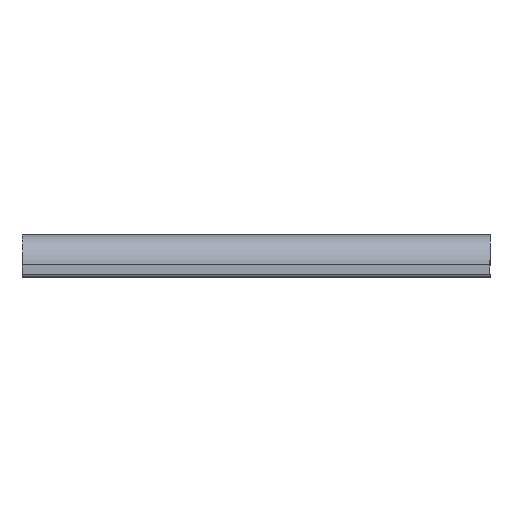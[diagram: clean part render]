
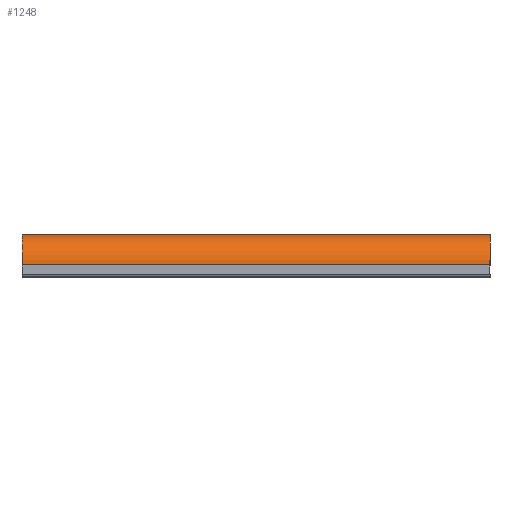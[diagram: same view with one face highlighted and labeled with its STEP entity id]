
A CAD part, top view. The second image highlights one B-rep face of the part: STEP entity #1248.
In plain terms, the highlighted cylindrical face has radius 32 mm (diameter 64 mm), a partial arc.
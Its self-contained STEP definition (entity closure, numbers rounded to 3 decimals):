
#23=CYLINDRICAL_SURFACE('',#1338,32.);
#70=FACE_OUTER_BOUND('',#136,.T.);
#136=EDGE_LOOP('',(#984,#985,#986,#987));
#267=LINE('',#1973,#414);
#269=LINE('',#1977,#416);
#414=VECTOR('',#1589,1.);
#416=VECTOR('',#1593,1.);
#467=CIRCLE('',#1285,32.);
#491=CIRCLE('',#1339,32.);
#504=VERTEX_POINT('',#1734);
#505=VERTEX_POINT('',#1736);
#594=VERTEX_POINT('',#1972);
#595=VERTEX_POINT('',#1976);
#626=EDGE_CURVE('',#505,#504,#467,.T.);
#744=EDGE_CURVE('',#594,#505,#267,.T.);
#746=EDGE_CURVE('',#595,#504,#269,.T.);
#747=EDGE_CURVE('',#594,#595,#491,.T.);
#984=ORIENTED_EDGE('',*,*,#626,.T.);
#985=ORIENTED_EDGE('',*,*,#746,.F.);
#986=ORIENTED_EDGE('',*,*,#747,.F.);
#987=ORIENTED_EDGE('',*,*,#744,.T.);
#1248=ADVANCED_FACE('',(#70),#23,.T.);
#1285=AXIS2_PLACEMENT_3D('',#1737,#1389,#1390);
#1338=AXIS2_PLACEMENT_3D('',#1975,#1591,#1592);
#1339=AXIS2_PLACEMENT_3D('',#1978,#1594,#1595);
#1389=DIRECTION('center_axis',(-1.,0.,0.));
#1390=DIRECTION('ref_axis',(0.,0.,1.));
#1589=DIRECTION('',(1.,0.,0.));
#1591=DIRECTION('center_axis',(1.,0.,0.));
#1592=DIRECTION('ref_axis',(0.,0.,1.));
#1593=DIRECTION('',(1.,0.,0.));
#1594=DIRECTION('center_axis',(-1.,0.,0.));
#1595=DIRECTION('ref_axis',(0.,0.,1.));
#1734=CARTESIAN_POINT('',(500.,22.5,-9.417));
#1736=CARTESIAN_POINT('',(500.,-9.5,22.583));
#1737=CARTESIAN_POINT('Origin',(500.,-9.5,-9.417));
#1972=CARTESIAN_POINT('',(0.,-9.5,22.583));
#1973=CARTESIAN_POINT('',(0.,-9.5,22.583));
#1975=CARTESIAN_POINT('Origin',(0.,-9.5,-9.417));
#1976=CARTESIAN_POINT('',(0.,22.5,-9.417));
#1977=CARTESIAN_POINT('',(0.,22.5,-9.417));
#1978=CARTESIAN_POINT('Origin',(0.,-9.5,-9.417));
